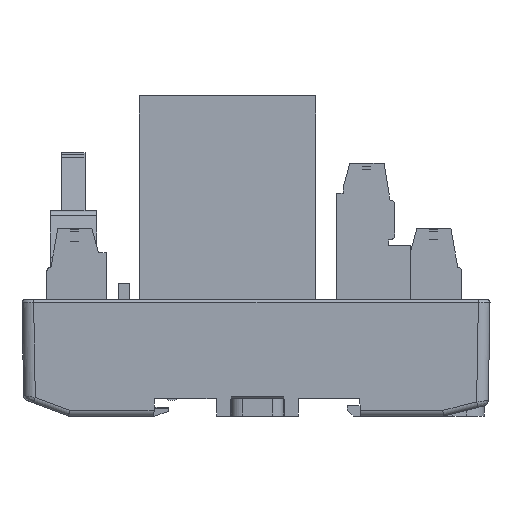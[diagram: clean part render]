
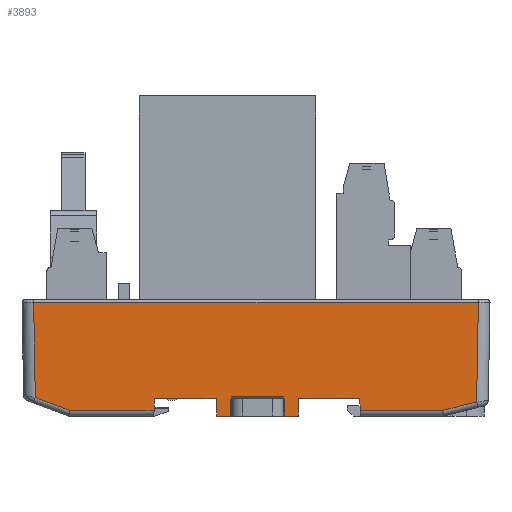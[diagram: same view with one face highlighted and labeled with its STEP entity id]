
A CAD part, front view. The second image highlights one B-rep face of the part: STEP entity #3893.
In plain terms, the highlighted planar face has unit normal (0, -1, -0.018).
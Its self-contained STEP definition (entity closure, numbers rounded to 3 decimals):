
#1960=FACE_OUTER_BOUND('',#17580,.T.);
#3893=ADVANCED_FACE('',(#1960),#6038,.T.);
#6038=PLANE('',#40841);
#8557=LINE('',#54038,#12901);
#8573=LINE('',#54104,#12917);
#8596=LINE('',#54182,#12940);
#8631=LINE('',#54287,#12975);
#8632=LINE('',#54289,#12976);
#8633=LINE('',#54291,#12977);
#8634=LINE('',#54293,#12978);
#8635=LINE('',#54294,#12979);
#8636=LINE('',#54296,#12980);
#8637=LINE('',#54298,#12981);
#8638=LINE('',#54300,#12982);
#8639=LINE('',#54302,#12983);
#8640=LINE('',#54304,#12984);
#8641=LINE('',#54306,#12985);
#8642=LINE('',#54308,#12986);
#8643=LINE('',#54310,#12987);
#8644=LINE('',#54312,#12988);
#8645=LINE('',#54314,#12989);
#8646=LINE('',#54316,#12990);
#8647=LINE('',#54318,#12991);
#12901=VECTOR('',#43866,1.);
#12917=VECTOR('',#43906,1.);
#12940=VECTOR('',#43963,1.);
#12975=VECTOR('',#44024,1.);
#12976=VECTOR('',#44025,1.);
#12977=VECTOR('',#44026,1.);
#12978=VECTOR('',#44027,1.);
#12979=VECTOR('',#44028,1.);
#12980=VECTOR('',#44029,1.);
#12981=VECTOR('',#44030,1.);
#12982=VECTOR('',#44031,1.);
#12983=VECTOR('',#44032,1.);
#12984=VECTOR('',#44033,1.);
#12985=VECTOR('',#44034,1.);
#12986=VECTOR('',#44035,1.);
#12987=VECTOR('',#44036,1.);
#12988=VECTOR('',#44037,1.);
#12989=VECTOR('',#44038,1.);
#12990=VECTOR('',#44039,1.);
#12991=VECTOR('',#44040,1.);
#17580=EDGE_LOOP('',(#20580,#20581,#20582,#20583,#20584,#20585,#20586,#20587,
#20588,#20589,#20590,#20591,#20592,#20593,#20594,#20595,#20596,#20597,#20598,
#20599));
#20580=ORIENTED_EDGE('',*,*,#35174,.T.);
#20581=ORIENTED_EDGE('',*,*,#35249,.T.);
#20582=ORIENTED_EDGE('',*,*,#35250,.T.);
#20583=ORIENTED_EDGE('',*,*,#35251,.T.);
#20584=ORIENTED_EDGE('',*,*,#35252,.T.);
#20585=ORIENTED_EDGE('',*,*,#35150,.F.);
#20586=ORIENTED_EDGE('',*,*,#35253,.F.);
#20587=ORIENTED_EDGE('',*,*,#35254,.F.);
#20588=ORIENTED_EDGE('',*,*,#35255,.F.);
#20589=ORIENTED_EDGE('',*,*,#35256,.T.);
#20590=ORIENTED_EDGE('',*,*,#35257,.T.);
#20591=ORIENTED_EDGE('',*,*,#35258,.F.);
#20592=ORIENTED_EDGE('',*,*,#35259,.T.);
#20593=ORIENTED_EDGE('',*,*,#35260,.T.);
#20594=ORIENTED_EDGE('',*,*,#35261,.F.);
#20595=ORIENTED_EDGE('',*,*,#35262,.T.);
#20596=ORIENTED_EDGE('',*,*,#35263,.F.);
#20597=ORIENTED_EDGE('',*,*,#35264,.F.);
#20598=ORIENTED_EDGE('',*,*,#35265,.T.);
#20599=ORIENTED_EDGE('',*,*,#35206,.T.);
#31413=VERTEX_POINT('',#54037);
#31414=VERTEX_POINT('',#54039);
#31433=VERTEX_POINT('',#54103);
#31434=VERTEX_POINT('',#54105);
#31454=VERTEX_POINT('',#54183);
#31483=VERTEX_POINT('',#54288);
#31484=VERTEX_POINT('',#54290);
#31485=VERTEX_POINT('',#54292);
#31486=VERTEX_POINT('',#54295);
#31487=VERTEX_POINT('',#54297);
#31488=VERTEX_POINT('',#54299);
#31489=VERTEX_POINT('',#54301);
#31490=VERTEX_POINT('',#54303);
#31491=VERTEX_POINT('',#54305);
#31492=VERTEX_POINT('',#54307);
#31493=VERTEX_POINT('',#54309);
#31494=VERTEX_POINT('',#54311);
#31495=VERTEX_POINT('',#54313);
#31496=VERTEX_POINT('',#54315);
#31497=VERTEX_POINT('',#54317);
#35150=EDGE_CURVE('',#31413,#31414,#8557,.T.);
#35174=EDGE_CURVE('',#31434,#31433,#8573,.T.);
#35206=EDGE_CURVE('',#31454,#31434,#8596,.T.);
#35249=EDGE_CURVE('',#31433,#31483,#8631,.T.);
#35250=EDGE_CURVE('',#31483,#31484,#8632,.T.);
#35251=EDGE_CURVE('',#31484,#31485,#8633,.T.);
#35252=EDGE_CURVE('',#31485,#31414,#8634,.T.);
#35253=EDGE_CURVE('',#31486,#31413,#8635,.T.);
#35254=EDGE_CURVE('',#31487,#31486,#8636,.T.);
#35255=EDGE_CURVE('',#31488,#31487,#8637,.T.);
#35256=EDGE_CURVE('',#31488,#31489,#8638,.T.);
#35257=EDGE_CURVE('',#31489,#31490,#8639,.T.);
#35258=EDGE_CURVE('',#31491,#31490,#8640,.T.);
#35259=EDGE_CURVE('',#31491,#31492,#8641,.T.);
#35260=EDGE_CURVE('',#31492,#31493,#8642,.T.);
#35261=EDGE_CURVE('',#31494,#31493,#8643,.T.);
#35262=EDGE_CURVE('',#31494,#31495,#8644,.T.);
#35263=EDGE_CURVE('',#31496,#31495,#8645,.T.);
#35264=EDGE_CURVE('',#31497,#31496,#8646,.T.);
#35265=EDGE_CURVE('',#31497,#31454,#8647,.T.);
#40841=AXIS2_PLACEMENT_3D('',#54319,#44041,#44042);
#43866=DIRECTION('',(-0.017,0.017,-1.));
#43906=DIRECTION('',(0.017,-0.017,1.));
#43963=DIRECTION('',(0.97,-0.004,0.243));
#44024=DIRECTION('',(-1.,0.,0.));
#44025=DIRECTION('',(0.017,0.017,-1.));
#44026=DIRECTION('',(0.936,0.006,-0.351));
#44027=DIRECTION('',(1.,0.,0.));
#44028=DIRECTION('',(-1.,0.,0.));
#44029=DIRECTION('',(-0.035,-0.017,0.999));
#44030=DIRECTION('',(-1.,0.,0.));
#44031=DIRECTION('',(0.035,-0.017,0.999));
#44032=DIRECTION('',(0.,-0.017,1.));
#44033=DIRECTION('',(-1.,0.,0.));
#44034=DIRECTION('',(0.,0.017,-1.));
#44035=DIRECTION('',(0.035,0.017,-0.999));
#44036=DIRECTION('',(-1.,0.,0.));
#44037=DIRECTION('',(0.035,-0.017,0.999));
#44038=DIRECTION('',(-1.,0.,0.));
#44039=DIRECTION('',(-0.017,-0.017,1.));
#44040=DIRECTION('',(1.,0.,0.));
#44041=DIRECTION('',(0.,-1.,-0.017));
#44042=DIRECTION('',(0.,0.017,-1.));
#54037=CARTESIAN_POINT('',(-17.483,-422.537,-6.544));
#54038=CARTESIAN_POINT('',(-17.181,-422.839,10.758));
#54039=CARTESIAN_POINT('',(-17.518,-422.502,-8.562));
#54103=CARTESIAN_POINT('',(38.201,-422.825,9.947));
#54104=CARTESIAN_POINT('',(38.21,-422.835,10.491));
#54105=CARTESIAN_POINT('',(37.903,-422.528,-7.107));
#54182=CARTESIAN_POINT('',(6.365,-422.39,-14.992));
#54183=CARTESIAN_POINT('',(32.086,-422.502,-8.562));
#54287=CARTESIAN_POINT('',(0.,-422.825,9.947));
#54288=CARTESIAN_POINT('',(-38.201,-422.825,9.947));
#54289=CARTESIAN_POINT('',(-38.198,-422.823,9.792));
#54290=CARTESIAN_POINT('',(-37.916,-422.541,-6.354));
#54291=CARTESIAN_POINT('',(-10.205,-422.359,-16.745));
#54292=CARTESIAN_POINT('',(-32.028,-422.502,-8.562));
#54293=CARTESIAN_POINT('',(0.,-422.502,-8.562));
#54294=CARTESIAN_POINT('',(0.,-422.537,-6.544));
#54295=CARTESIAN_POINT('',(-6.847,-422.537,-6.544));
#54296=CARTESIAN_POINT('',(-7.431,-422.83,10.199));
#54297=CARTESIAN_POINT('',(-6.742,-422.485,-9.544));
#54298=CARTESIAN_POINT('',(0.258,-422.485,-9.544));
#54299=CARTESIAN_POINT('',(-4.397,-422.485,-9.544));
#54300=CARTESIAN_POINT('',(-3.694,-422.836,10.587));
#54301=CARTESIAN_POINT('',(-4.292,-422.537,-6.544));
#54302=CARTESIAN_POINT('',(-4.292,-422.834,10.458));
#54303=CARTESIAN_POINT('',(-4.292,-422.542,-6.26));
#54304=CARTESIAN_POINT('',(-209.187,-422.542,-6.26));
#54305=CARTESIAN_POINT('',(4.808,-422.542,-6.26));
#54306=CARTESIAN_POINT('',(4.808,-422.834,10.458));
#54307=CARTESIAN_POINT('',(4.808,-422.537,-6.544));
#54308=CARTESIAN_POINT('',(4.209,-422.837,10.605));
#54309=CARTESIAN_POINT('',(4.913,-422.485,-9.544));
#54310=CARTESIAN_POINT('',(0.258,-422.485,-9.544));
#54311=CARTESIAN_POINT('',(7.258,-422.485,-9.544));
#54312=CARTESIAN_POINT('',(7.252,-422.482,-9.719));
#54313=CARTESIAN_POINT('',(7.363,-422.537,-6.544));
#54314=CARTESIAN_POINT('',(0.,-422.537,-6.544));
#54315=CARTESIAN_POINT('',(17.849,-422.537,-6.544));
#54316=CARTESIAN_POINT('',(17.86,-422.526,-7.173));
#54317=CARTESIAN_POINT('',(17.884,-422.502,-8.562));
#54318=CARTESIAN_POINT('',(0.,-422.502,-8.562));
#54319=CARTESIAN_POINT('',(0.,-422.834,10.458));
